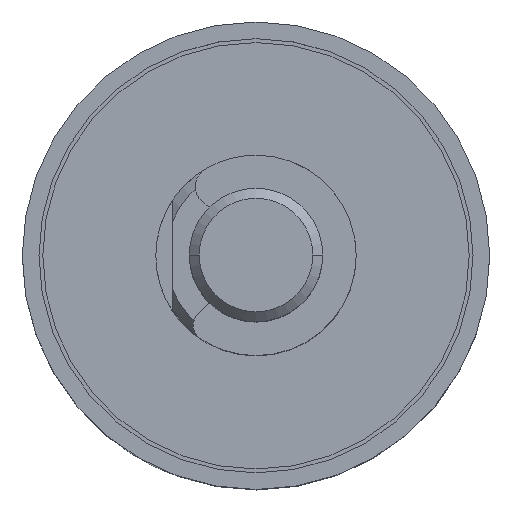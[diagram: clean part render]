
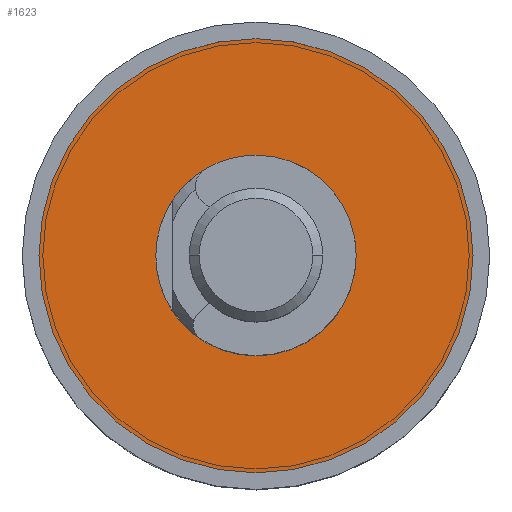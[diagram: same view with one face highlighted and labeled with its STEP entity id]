
A CAD part, top view. The second image highlights one B-rep face of the part: STEP entity #1623.
In plain terms, the highlighted planar face has unit normal (0, 0, 1).
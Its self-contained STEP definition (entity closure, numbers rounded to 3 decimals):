
#78 = CARTESIAN_POINT ( 'NONE',  ( 3., 0., 0.5 ) ) ;
#171 = CARTESIAN_POINT ( 'NONE',  ( -6.5, 0., 0.5 ) ) ;
#256 = ORIENTED_EDGE ( 'NONE', *, *, #3882, .T. ) ;
#498 = CARTESIAN_POINT ( 'NONE',  ( -3., 0., 0.5 ) ) ;
#846 = DIRECTION ( 'NONE',  ( 0., 0., 1. ) ) ;
#1081 = FACE_BOUND ( 'NONE', #2669, .T. ) ;
#1623 = ADVANCED_FACE ( 'NONE', ( #1081, #8692 ), #4279, .T. ) ;
#1783 = CIRCLE ( 'NONE', #6929, 6.5 ) ;
#1853 = CARTESIAN_POINT ( 'NONE',  ( 6.5, 0., 0.5 ) ) ;
#2056 = CIRCLE ( 'NONE', #3069, 3. ) ;
#2158 = DIRECTION ( 'NONE',  ( 0., 0., -1. ) ) ;
#2240 = CARTESIAN_POINT ( 'NONE',  ( 3., 0., 0.5 ) ) ;
#2434 = CIRCLE ( 'NONE', #2500, 6.5 ) ;
#2500 = AXIS2_PLACEMENT_3D ( 'NONE', #7641, #3460, #2820 ) ;
#2669 = EDGE_LOOP ( 'NONE', ( #256, #5386 ) ) ;
#2820 = DIRECTION ( 'NONE',  ( 1., 0., 0. ) ) ;
#2874 = EDGE_CURVE ( 'NONE', #8322, #6967, #2056, .T. ) ;
#2902 = ORIENTED_EDGE ( 'NONE', *, *, #6845, .T. ) ;
#3069 = AXIS2_PLACEMENT_3D ( 'NONE', #7326, #8755, #8726 ) ;
#3460 = DIRECTION ( 'NONE',  ( 0., 0., 1. ) ) ;
#3561 = CIRCLE ( 'NONE', #3566, 3. ) ;
#3566 = AXIS2_PLACEMENT_3D ( 'NONE', #4280, #2158, #4883 ) ;
#3882 = EDGE_CURVE ( 'NONE', #6967, #8322, #3561, .T. ) ;
#4083 = VERTEX_POINT ( 'NONE', #171 ) ;
#4279 = PLANE ( 'NONE',  #6079 ) ;
#4280 = CARTESIAN_POINT ( 'NONE',  ( 0., 0., 0.5 ) ) ;
#4883 = DIRECTION ( 'NONE',  ( -1., 0., 0. ) ) ;
#5031 = CARTESIAN_POINT ( 'NONE',  ( 0., 0., 0.5 ) ) ;
#5066 = ORIENTED_EDGE ( 'NONE', *, *, #7166, .T. ) ;
#5386 = ORIENTED_EDGE ( 'NONE', *, *, #2874, .T. ) ;
#6079 = AXIS2_PLACEMENT_3D ( 'NONE', #2240, #846, #7053 ) ;
#6845 = EDGE_CURVE ( 'NONE', #8490, #4083, #1783, .T. ) ;
#6929 = AXIS2_PLACEMENT_3D ( 'NONE', #5031, #7343, #7949 ) ;
#6967 = VERTEX_POINT ( 'NONE', #498 ) ;
#7053 = DIRECTION ( 'NONE',  ( 1., 0., 0. ) ) ;
#7166 = EDGE_CURVE ( 'NONE', #4083, #8490, #2434, .T. ) ;
#7326 = CARTESIAN_POINT ( 'NONE',  ( 0., 0., 0.5 ) ) ;
#7343 = DIRECTION ( 'NONE',  ( 0., 0., 1. ) ) ;
#7641 = CARTESIAN_POINT ( 'NONE',  ( 0., 0., 0.5 ) ) ;
#7704 = EDGE_LOOP ( 'NONE', ( #2902, #5066 ) ) ;
#7949 = DIRECTION ( 'NONE',  ( 1., 0., 0. ) ) ;
#8322 = VERTEX_POINT ( 'NONE', #78 ) ;
#8490 = VERTEX_POINT ( 'NONE', #1853 ) ;
#8692 = FACE_OUTER_BOUND ( 'NONE', #7704, .T. ) ;
#8726 = DIRECTION ( 'NONE',  ( -1., 0., 0. ) ) ;
#8755 = DIRECTION ( 'NONE',  ( 0., 0., -1. ) ) ;
